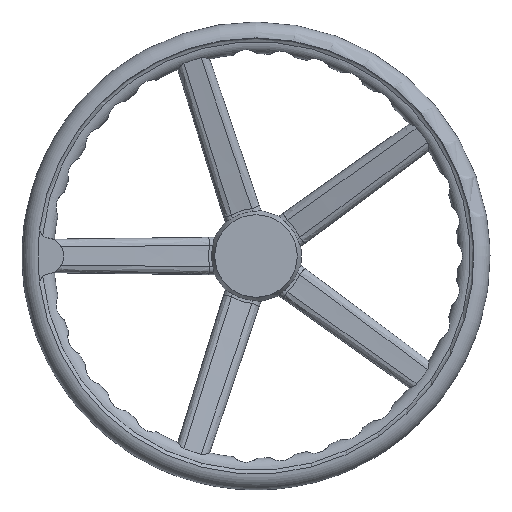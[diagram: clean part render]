
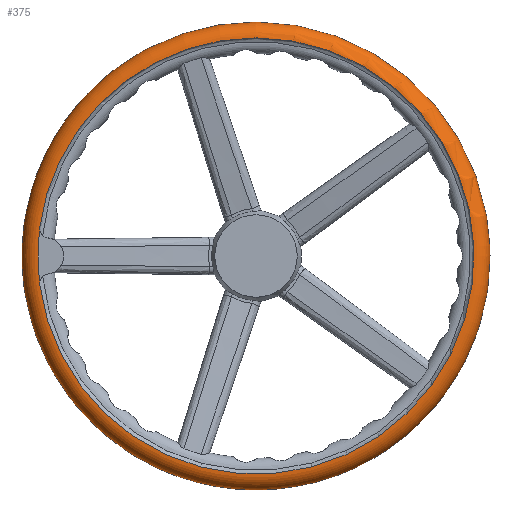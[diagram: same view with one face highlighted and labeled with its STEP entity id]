
A CAD part, left-side view. The second image highlights one B-rep face of the part: STEP entity #375.
In plain terms, the highlighted toroidal (fillet/blend) face has major radius 233 mm and minor radius 17 mm.
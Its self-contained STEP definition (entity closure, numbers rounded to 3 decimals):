
#360=FACE_BOUND('',#680,.T.);
#361=FACE_BOUND('',#681,.T.);
#375=ADVANCED_FACE('',(#360,#361),#516,.T.);
#516=TOROIDAL_SURFACE('',#2836,233.,17.);
#680=EDGE_LOOP('',(#1138));
#681=EDGE_LOOP('',(#1139,#1140));
#907=CIRCLE('',#2832,233.);
#908=CIRCLE('',#2834,233.);
#909=CIRCLE('',#2835,233.);
#1138=ORIENTED_EDGE('',*,*,#2267,.T.);
#1139=ORIENTED_EDGE('',*,*,#2268,.F.);
#1140=ORIENTED_EDGE('',*,*,#2264,.F.);
#1976=VERTEX_POINT('',#4810);
#1977=VERTEX_POINT('',#4811);
#1978=VERTEX_POINT('',#4830);
#2264=EDGE_CURVE('',#1976,#1977,#907,.T.);
#2267=EDGE_CURVE('',#1978,#1978,#908,.T.);
#2268=EDGE_CURVE('',#1977,#1976,#909,.T.);
#2832=AXIS2_PLACEMENT_3D('',#4809,#3134,#3135);
#2834=AXIS2_PLACEMENT_3D('',#4829,#3138,#3139);
#2835=AXIS2_PLACEMENT_3D('',#4831,#3140,#3141);
#2836=AXIS2_PLACEMENT_3D('',#4832,#3142,#3143);
#3134=DIRECTION('',(-1.,0.,0.));
#3135=DIRECTION('',(0.,0.,1.));
#3138=DIRECTION('',(-1.,0.,0.));
#3139=DIRECTION('',(0.,0.,1.));
#3140=DIRECTION('',(-1.,0.,0.));
#3141=DIRECTION('',(0.,0.,1.));
#3142=DIRECTION('',(-1.,0.,0.));
#3143=DIRECTION('',(0.,0.,1.));
#4809=CARTESIAN_POINT('',(764.154,567.94,0.));
#4810=CARTESIAN_POINT('',(764.154,799.001,-30.));
#4811=CARTESIAN_POINT('',(764.154,799.001,30.));
#4829=CARTESIAN_POINT('',(798.154,567.94,0.));
#4830=CARTESIAN_POINT('',(798.154,567.94,233.));
#4831=CARTESIAN_POINT('',(764.154,567.94,0.));
#4832=CARTESIAN_POINT('',(781.154,567.94,0.));
